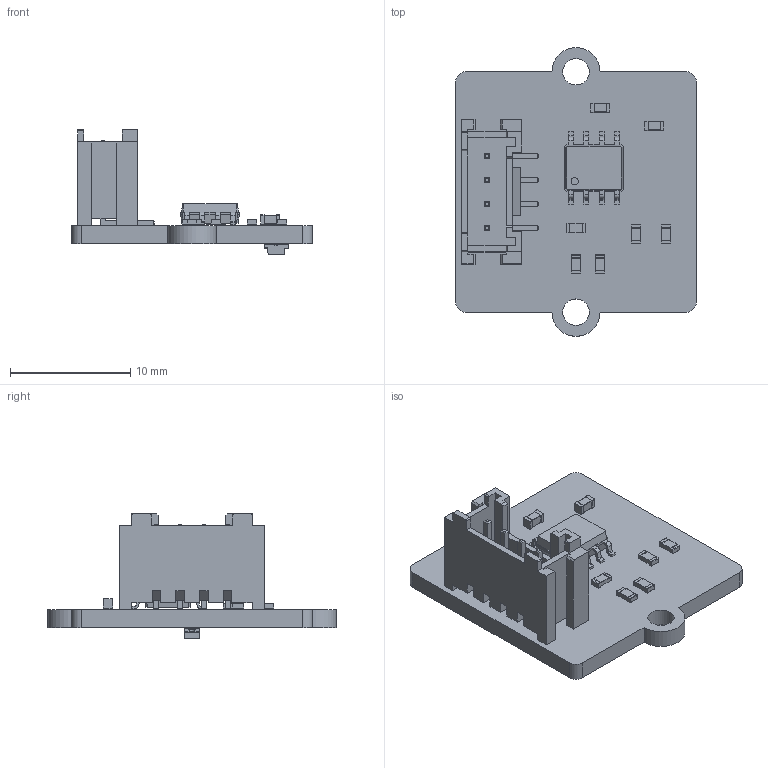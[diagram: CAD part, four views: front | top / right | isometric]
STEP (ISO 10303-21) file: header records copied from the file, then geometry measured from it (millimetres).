
FILE_DESCRIPTION(('KiCad electronic assembly'),'2;1');
FILE_NAME('ialightsens.step','2025-07-17T18:38:48',('Pcbnew'),('Kicad'), 'Open CASCADE STEP processor 7.8','KiCad to STEP converter','Unknown' );
FILE_SCHEMA(('AUTOMOTIVE_DESIGN { 1 0 10303 214 1 1 1 1 }'));
Length unit declared in the file: millimetre
Products named in the file (7): ialightsens 1; R_0603_1608Metric; GROVE-HW4-SMD-2.0; C_0603_1608Metric; SOIC-8_3.9x4.9mm_P1.27mm; SFH 3710-3_4-Z; ialightsens_PCB
Assembly tree (11 placements, depth 2):
  ialightsens 1
    R_0603_1608Metric  x5
    GROVE-HW4-SMD-2.0
    C_0603_1608Metric  x2
    SOIC-8_3.9x4.9mm_P1.27mm
    SFH 3710-3_4-Z
    ialightsens_PCB
Bounding box: 20 x 24 x 10.38 mm (x, y, z)
Volume: 839.9 mm3; surface area: 1688.8 mm2
Topology: 14 solids, 14 shells, 643 faces, 1690 edges, 1090 vertices
Faces by surface type: plane 489, cylinder 138, bspline 16
Full cylindrical faces by diameter (mm): 2.2 x2
Entity records: 18155 total; most frequent: CARTESIAN_POINT 2807, ORIENTED_EDGE 2691, DIRECTION 2525, EDGE_CURVE 1346, LINE 1133, VECTOR 1133, VERTEX_POINT 866, AXIS2_PLACEMENT_3D 696
